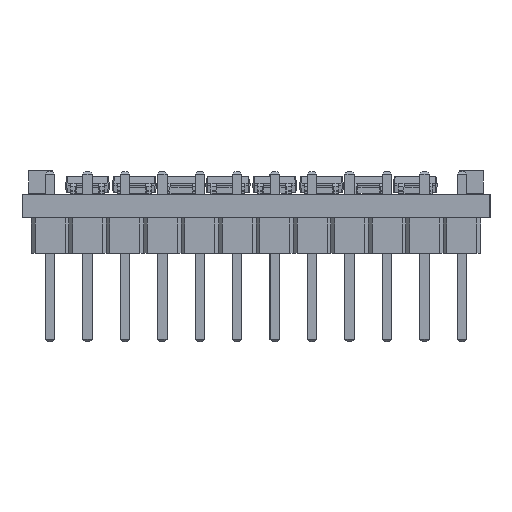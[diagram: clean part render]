
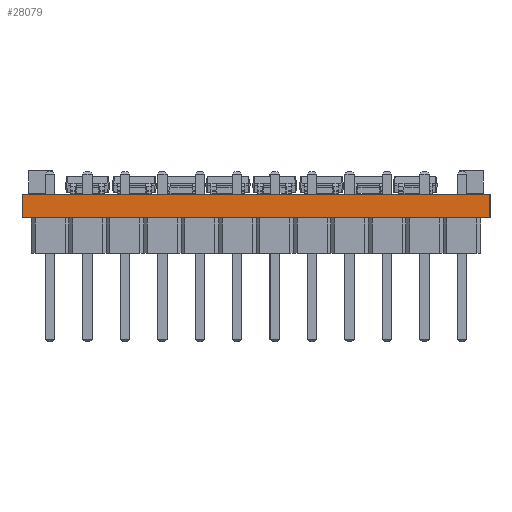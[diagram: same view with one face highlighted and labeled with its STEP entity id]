
A CAD part, left-side view. The second image highlights one B-rep face of the part: STEP entity #28079.
In plain terms, the highlighted planar face has unit normal (-1, 0, 0).
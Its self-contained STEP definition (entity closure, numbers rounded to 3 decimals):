
#27898 = PLANE('',#27899);
#27899 = AXIS2_PLACEMENT_3D('',#27900,#27901,#27902);
#27900 = CARTESIAN_POINT('',(53.34,-48.45,0.));
#27901 = DIRECTION('',(0.,-1.,0.));
#27902 = DIRECTION('',(-1.,0.,0.));
#27923 = VERTEX_POINT('',#27924);
#27924 = CARTESIAN_POINT('',(16.51,-48.45,1.58));
#27938 = PLANE('',#27939);
#27939 = AXIS2_PLACEMENT_3D('',#27940,#27941,#27942);
#27940 = CARTESIAN_POINT('',(34.925,-32.575,1.58));
#27941 = DIRECTION('',(-0.,-0.,-1.));
#27942 = DIRECTION('',(-1.,0.,0.));
#27950 = EDGE_CURVE('',#27951,#27923,#27953,.T.);
#27951 = VERTEX_POINT('',#27952);
#27952 = CARTESIAN_POINT('',(16.51,-48.45,0.));
#27953 = SURFACE_CURVE('',#27954,(#27958,#27965),.PCURVE_S1.);
#27954 = LINE('',#27955,#27956);
#27955 = CARTESIAN_POINT('',(16.51,-48.45,0.));
#27956 = VECTOR('',#27957,1.);
#27957 = DIRECTION('',(0.,0.,1.));
#27958 = PCURVE('',#27898,#27959);
#27959 = DEFINITIONAL_REPRESENTATION('',(#27960),#27964);
#27960 = LINE('',#27961,#27962);
#27961 = CARTESIAN_POINT('',(36.83,0.));
#27962 = VECTOR('',#27963,1.);
#27963 = DIRECTION('',(0.,-1.));
#27964 = ( GEOMETRIC_REPRESENTATION_CONTEXT(2) 
PARAMETRIC_REPRESENTATION_CONTEXT() REPRESENTATION_CONTEXT('2D SPACE',''
  ) );
#27965 = PCURVE('',#27966,#27971);
#27966 = PLANE('',#27967);
#27967 = AXIS2_PLACEMENT_3D('',#27968,#27969,#27970);
#27968 = CARTESIAN_POINT('',(16.51,-48.45,0.));
#27969 = DIRECTION('',(-1.,0.,0.));
#27970 = DIRECTION('',(0.,1.,0.));
#27971 = DEFINITIONAL_REPRESENTATION('',(#27972),#27976);
#27972 = LINE('',#27973,#27974);
#27973 = CARTESIAN_POINT('',(0.,0.));
#27974 = VECTOR('',#27975,1.);
#27975 = DIRECTION('',(0.,-1.));
#27976 = ( GEOMETRIC_REPRESENTATION_CONTEXT(2) 
PARAMETRIC_REPRESENTATION_CONTEXT() REPRESENTATION_CONTEXT('2D SPACE',''
  ) );
#27992 = PLANE('',#27993);
#27993 = AXIS2_PLACEMENT_3D('',#27994,#27995,#27996);
#27994 = CARTESIAN_POINT('',(34.925,-32.575,0.));
#27995 = DIRECTION('',(-0.,-0.,-1.));
#27996 = DIRECTION('',(-1.,0.,0.));
#28025 = PLANE('',#28026);
#28026 = AXIS2_PLACEMENT_3D('',#28027,#28028,#28029);
#28027 = CARTESIAN_POINT('',(16.51,-16.7,0.));
#28028 = DIRECTION('',(0.,1.,0.));
#28029 = DIRECTION('',(1.,0.,0.));
#28079 = ADVANCED_FACE('',(#28080),#27966,.T.);
#28080 = FACE_BOUND('',#28081,.T.);
#28081 = EDGE_LOOP('',(#28082,#28083,#28106,#28129));
#28082 = ORIENTED_EDGE('',*,*,#27950,.T.);
#28083 = ORIENTED_EDGE('',*,*,#28084,.T.);
#28084 = EDGE_CURVE('',#27923,#28085,#28087,.T.);
#28085 = VERTEX_POINT('',#28086);
#28086 = CARTESIAN_POINT('',(16.51,-16.7,1.58));
#28087 = SURFACE_CURVE('',#28088,(#28092,#28099),.PCURVE_S1.);
#28088 = LINE('',#28089,#28090);
#28089 = CARTESIAN_POINT('',(16.51,-48.45,1.58));
#28090 = VECTOR('',#28091,1.);
#28091 = DIRECTION('',(0.,1.,0.));
#28092 = PCURVE('',#27966,#28093);
#28093 = DEFINITIONAL_REPRESENTATION('',(#28094),#28098);
#28094 = LINE('',#28095,#28096);
#28095 = CARTESIAN_POINT('',(0.,-1.58));
#28096 = VECTOR('',#28097,1.);
#28097 = DIRECTION('',(1.,0.));
#28098 = ( GEOMETRIC_REPRESENTATION_CONTEXT(2) 
PARAMETRIC_REPRESENTATION_CONTEXT() REPRESENTATION_CONTEXT('2D SPACE',''
  ) );
#28099 = PCURVE('',#27938,#28100);
#28100 = DEFINITIONAL_REPRESENTATION('',(#28101),#28105);
#28101 = LINE('',#28102,#28103);
#28102 = CARTESIAN_POINT('',(18.415,-15.875));
#28103 = VECTOR('',#28104,1.);
#28104 = DIRECTION('',(0.,1.));
#28105 = ( GEOMETRIC_REPRESENTATION_CONTEXT(2) 
PARAMETRIC_REPRESENTATION_CONTEXT() REPRESENTATION_CONTEXT('2D SPACE',''
  ) );
#28106 = ORIENTED_EDGE('',*,*,#28107,.F.);
#28107 = EDGE_CURVE('',#28108,#28085,#28110,.T.);
#28108 = VERTEX_POINT('',#28109);
#28109 = CARTESIAN_POINT('',(16.51,-16.7,0.));
#28110 = SURFACE_CURVE('',#28111,(#28115,#28122),.PCURVE_S1.);
#28111 = LINE('',#28112,#28113);
#28112 = CARTESIAN_POINT('',(16.51,-16.7,0.));
#28113 = VECTOR('',#28114,1.);
#28114 = DIRECTION('',(0.,0.,1.));
#28115 = PCURVE('',#27966,#28116);
#28116 = DEFINITIONAL_REPRESENTATION('',(#28117),#28121);
#28117 = LINE('',#28118,#28119);
#28118 = CARTESIAN_POINT('',(31.75,0.));
#28119 = VECTOR('',#28120,1.);
#28120 = DIRECTION('',(0.,-1.));
#28121 = ( GEOMETRIC_REPRESENTATION_CONTEXT(2) 
PARAMETRIC_REPRESENTATION_CONTEXT() REPRESENTATION_CONTEXT('2D SPACE',''
  ) );
#28122 = PCURVE('',#28025,#28123);
#28123 = DEFINITIONAL_REPRESENTATION('',(#28124),#28128);
#28124 = LINE('',#28125,#28126);
#28125 = CARTESIAN_POINT('',(0.,0.));
#28126 = VECTOR('',#28127,1.);
#28127 = DIRECTION('',(0.,-1.));
#28128 = ( GEOMETRIC_REPRESENTATION_CONTEXT(2) 
PARAMETRIC_REPRESENTATION_CONTEXT() REPRESENTATION_CONTEXT('2D SPACE',''
  ) );
#28129 = ORIENTED_EDGE('',*,*,#28130,.F.);
#28130 = EDGE_CURVE('',#27951,#28108,#28131,.T.);
#28131 = SURFACE_CURVE('',#28132,(#28136,#28143),.PCURVE_S1.);
#28132 = LINE('',#28133,#28134);
#28133 = CARTESIAN_POINT('',(16.51,-48.45,0.));
#28134 = VECTOR('',#28135,1.);
#28135 = DIRECTION('',(0.,1.,0.));
#28136 = PCURVE('',#27966,#28137);
#28137 = DEFINITIONAL_REPRESENTATION('',(#28138),#28142);
#28138 = LINE('',#28139,#28140);
#28139 = CARTESIAN_POINT('',(0.,0.));
#28140 = VECTOR('',#28141,1.);
#28141 = DIRECTION('',(1.,0.));
#28142 = ( GEOMETRIC_REPRESENTATION_CONTEXT(2) 
PARAMETRIC_REPRESENTATION_CONTEXT() REPRESENTATION_CONTEXT('2D SPACE',''
  ) );
#28143 = PCURVE('',#27992,#28144);
#28144 = DEFINITIONAL_REPRESENTATION('',(#28145),#28149);
#28145 = LINE('',#28146,#28147);
#28146 = CARTESIAN_POINT('',(18.415,-15.875));
#28147 = VECTOR('',#28148,1.);
#28148 = DIRECTION('',(0.,1.));
#28149 = ( GEOMETRIC_REPRESENTATION_CONTEXT(2) 
PARAMETRIC_REPRESENTATION_CONTEXT() REPRESENTATION_CONTEXT('2D SPACE',''
  ) );
